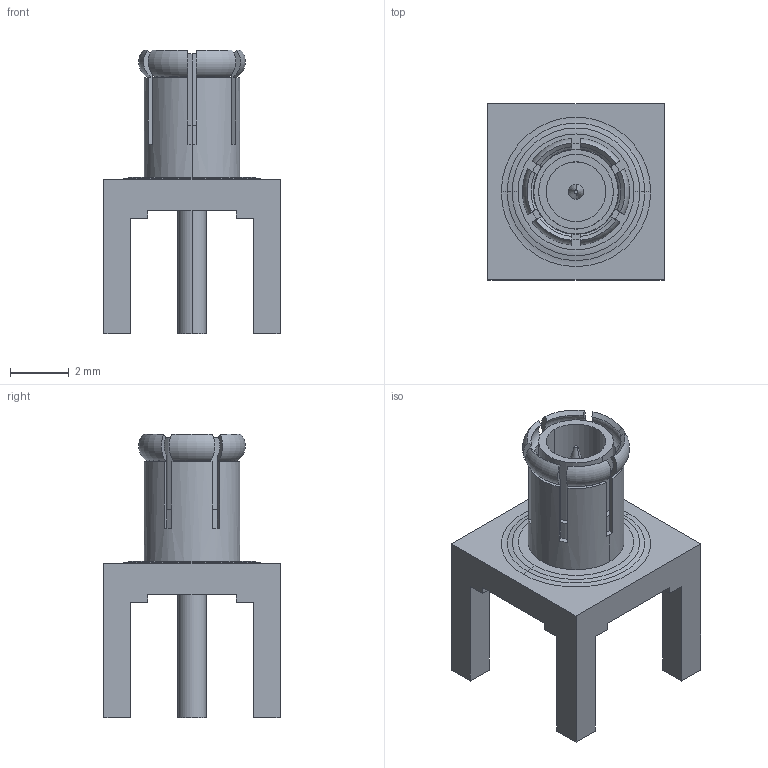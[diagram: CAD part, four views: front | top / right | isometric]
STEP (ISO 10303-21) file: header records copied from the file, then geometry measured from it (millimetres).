
FILE_DESCRIPTION((''),'2;1');
FILE_NAME('C-1061015-1','2014-11-25T',('workeradm'),('Tyco Electronics Ltd.'),'PRO/ENGINEER BY PARAMETRIC TECHNOLOGY CORPORATION, 2014090','PRO/ENGINEER BY PARAMETRIC TECHNOLOGY CORPORATION, 2014090','');
FILE_SCHEMA(('AUTOMOTIVE_DESIGN { 1 0 10303 214 1 1 1 1 }'));
Length unit declared in the file: millimetre
Products named in the file (1): C-1061015-1
Bounding box: 5.99 x 5.99 x 9.66 mm (x, y, z)
Volume: 79.3 mm3; surface area: 320.2 mm2
Topology: 1 solids, 1 shells, 113 faces, 300 edges, 198 vertices
Faces by surface type: plane 63, cylinder 24, torus 16, cone 10
Entity records: 3940 total; most frequent: CARTESIAN_POINT 925, ORIENTED_EDGE 600, DIRECTION 588, EDGE_CURVE 300, AXIS2_PLACEMENT_3D 211, VERTEX_POINT 198, VECTOR 166, LINE 166
